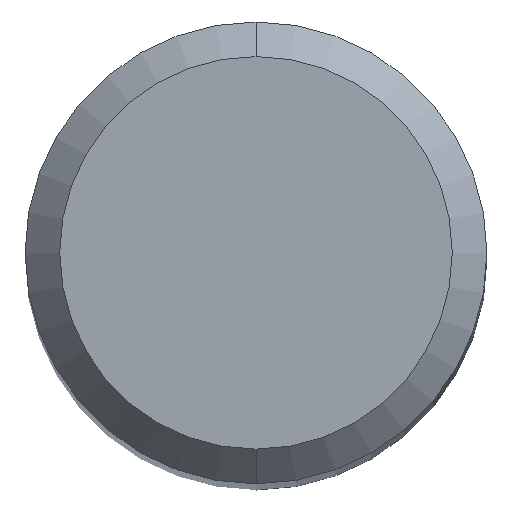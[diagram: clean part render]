
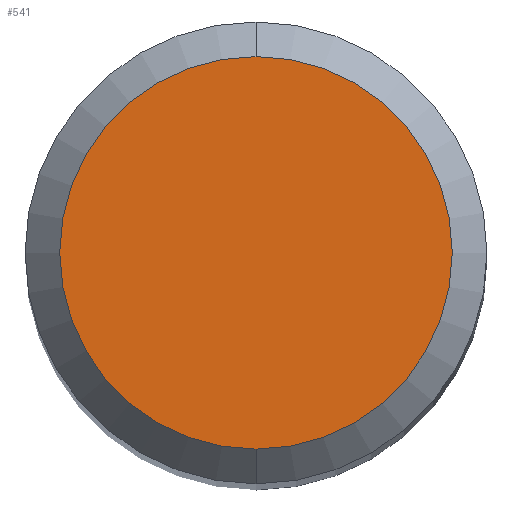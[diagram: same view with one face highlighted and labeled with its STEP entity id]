
A CAD part, top view. The second image highlights one B-rep face of the part: STEP entity #541.
In plain terms, the highlighted planar face has unit normal (0, 0, 1).
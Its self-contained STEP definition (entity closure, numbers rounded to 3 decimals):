
#271=VERTEX_POINT('',#638);
#431=VERTEX_POINT('',#818);
#523=EDGE_CURVE('',#431,#271,#920,.T.);
#531=EDGE_CURVE('',#271,#431,#928,.T.);
#541=ADVANCED_FACE('',(#938),#939,.T.);
#638=CARTESIAN_POINT('',(0.,-1.7,0.0));
#818=CARTESIAN_POINT('',(0.0,1.7,0.0));
#920=CIRCLE('',#1631,1.7);
#928=CIRCLE('',#1642,1.7);
#938=FACE_OUTER_BOUND('',#1654,.T.);
#939=PLANE('',#1655);
#1631=AXIS2_PLACEMENT_3D('',#2078,#2079,#2080);
#1642=AXIS2_PLACEMENT_3D('',#2082,#2083,#2084);
#1654=EDGE_LOOP('',(#2092,#2093));
#1655=AXIS2_PLACEMENT_3D('',#2094,#2095,#2096);
#2078=CARTESIAN_POINT('',(0.0,0.0,0.0));
#2079=DIRECTION('',(0.0,0.0,-1.0));
#2080=DIRECTION('',(0.0,1.0,0.0));
#2082=CARTESIAN_POINT('',(0.0,0.0,0.0));
#2083=DIRECTION('',(0.0,0.0,-1.0));
#2084=DIRECTION('',(0.0,1.0,0.0));
#2092=ORIENTED_EDGE('',*,*,#523,.F.);
#2093=ORIENTED_EDGE('',*,*,#531,.F.);
#2094=CARTESIAN_POINT('',(0.0,0.85,0.0));
#2095=DIRECTION('',(-0.0,0.0,1.0));
#2096=DIRECTION('',(0.0,-1.0,0.0));
